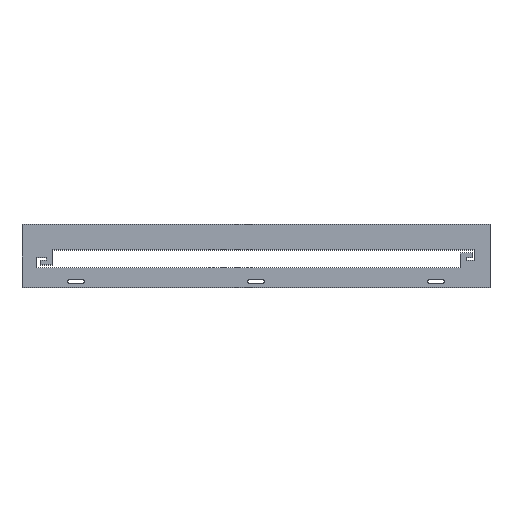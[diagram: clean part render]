
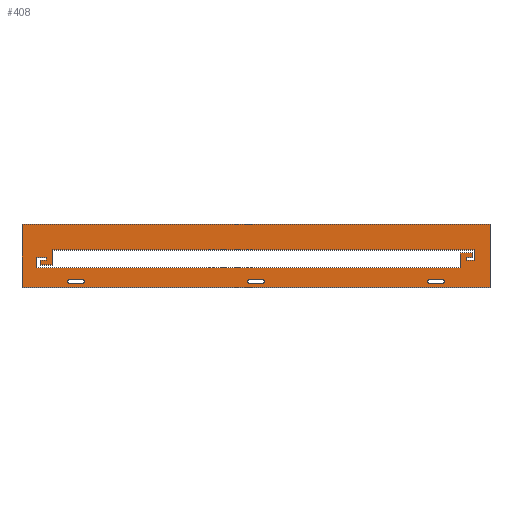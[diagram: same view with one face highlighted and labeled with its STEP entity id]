
A CAD part, top view. The second image highlights one B-rep face of the part: STEP entity #408.
In plain terms, the highlighted planar face has unit normal (0, 0, 1).
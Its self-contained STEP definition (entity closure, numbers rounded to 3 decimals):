
#42 = VERTEX_POINT('',#43);
#43 = CARTESIAN_POINT('',(78.,-10.5,1.51));
#49 = EDGE_CURVE('',#42,#50,#52,.T.);
#50 = VERTEX_POINT('',#51);
#51 = CARTESIAN_POINT('',(-78.,-10.5,1.51));
#52 = LINE('',#53,#54);
#53 = CARTESIAN_POINT('',(78.,-10.5,1.51));
#54 = VECTOR('',#55,1.);
#55 = DIRECTION('',(-1.,0.,0.));
#82 = VERTEX_POINT('',#83);
#83 = CARTESIAN_POINT('',(78.,10.5,1.51));
#89 = EDGE_CURVE('',#82,#42,#90,.T.);
#90 = LINE('',#91,#92);
#91 = CARTESIAN_POINT('',(78.,10.5,1.51));
#92 = VECTOR('',#93,1.);
#93 = DIRECTION('',(0.,-1.,0.));
#111 = EDGE_CURVE('',#50,#112,#114,.T.);
#112 = VERTEX_POINT('',#113);
#113 = CARTESIAN_POINT('',(-78.,10.5,1.51));
#114 = LINE('',#115,#116);
#115 = CARTESIAN_POINT('',(-78.,-10.5,1.51));
#116 = VECTOR('',#117,1.);
#117 = DIRECTION('',(0.,1.,0.));
#408 = ADVANCED_FACE('',(#409,#420,#456,#492,#528),#674,.T.);
#409 = FACE_BOUND('',#410,.T.);
#410 = EDGE_LOOP('',(#411,#412,#413,#419));
#411 = ORIENTED_EDGE('',*,*,#49,.F.);
#412 = ORIENTED_EDGE('',*,*,#89,.F.);
#413 = ORIENTED_EDGE('',*,*,#414,.F.);
#414 = EDGE_CURVE('',#112,#82,#415,.T.);
#415 = LINE('',#416,#417);
#416 = CARTESIAN_POINT('',(-78.,10.5,1.51));
#417 = VECTOR('',#418,1.);
#418 = DIRECTION('',(1.,0.,0.));
#419 = ORIENTED_EDGE('',*,*,#111,.F.);
#420 = FACE_BOUND('',#421,.T.);
#421 = EDGE_LOOP('',(#422,#433,#441,#450));
#422 = ORIENTED_EDGE('',*,*,#423,.T.);
#423 = EDGE_CURVE('',#424,#426,#428,.T.);
#424 = VERTEX_POINT('',#425);
#425 = CARTESIAN_POINT('',(-58.075,-7.675,1.51));
#426 = VERTEX_POINT('',#427);
#427 = CARTESIAN_POINT('',(-58.075,-9.325,1.51));
#428 = CIRCLE('',#429,0.825);
#429 = AXIS2_PLACEMENT_3D('',#430,#431,#432);
#430 = CARTESIAN_POINT('',(-58.075,-8.5,1.51));
#431 = DIRECTION('',(-0.,0.,-1.));
#432 = DIRECTION('',(-0.,-1.,0.));
#433 = ORIENTED_EDGE('',*,*,#434,.T.);
#434 = EDGE_CURVE('',#426,#435,#437,.T.);
#435 = VERTEX_POINT('',#436);
#436 = CARTESIAN_POINT('',(-61.925,-9.325,1.51));
#437 = LINE('',#438,#439);
#438 = CARTESIAN_POINT('',(-30.963,-9.325,1.51));
#439 = VECTOR('',#440,1.);
#440 = DIRECTION('',(-1.,0.,0.));
#441 = ORIENTED_EDGE('',*,*,#442,.T.);
#442 = EDGE_CURVE('',#435,#443,#445,.T.);
#443 = VERTEX_POINT('',#444);
#444 = CARTESIAN_POINT('',(-61.925,-7.675,1.51));
#445 = CIRCLE('',#446,0.825);
#446 = AXIS2_PLACEMENT_3D('',#447,#448,#449);
#447 = CARTESIAN_POINT('',(-61.925,-8.5,1.51));
#448 = DIRECTION('',(-0.,0.,-1.));
#449 = DIRECTION('',(0.,1.,0.));
#450 = ORIENTED_EDGE('',*,*,#451,.T.);
#451 = EDGE_CURVE('',#443,#424,#452,.T.);
#452 = LINE('',#453,#454);
#453 = CARTESIAN_POINT('',(-29.038,-7.675,1.51));
#454 = VECTOR('',#455,1.);
#455 = DIRECTION('',(1.,0.,-0.));
#456 = FACE_BOUND('',#457,.T.);
#457 = EDGE_LOOP('',(#458,#469,#477,#486));
#458 = ORIENTED_EDGE('',*,*,#459,.T.);
#459 = EDGE_CURVE('',#460,#462,#464,.T.);
#460 = VERTEX_POINT('',#461);
#461 = CARTESIAN_POINT('',(1.925,-7.675,1.51));
#462 = VERTEX_POINT('',#463);
#463 = CARTESIAN_POINT('',(1.925,-9.325,1.51));
#464 = CIRCLE('',#465,0.825);
#465 = AXIS2_PLACEMENT_3D('',#466,#467,#468);
#466 = CARTESIAN_POINT('',(1.925,-8.5,1.51));
#467 = DIRECTION('',(-0.,0.,-1.));
#468 = DIRECTION('',(0.,-1.,0.));
#469 = ORIENTED_EDGE('',*,*,#470,.T.);
#470 = EDGE_CURVE('',#462,#471,#473,.T.);
#471 = VERTEX_POINT('',#472);
#472 = CARTESIAN_POINT('',(-1.925,-9.325,1.51));
#473 = LINE('',#474,#475);
#474 = CARTESIAN_POINT('',(-0.963,-9.325,1.51));
#475 = VECTOR('',#476,1.);
#476 = DIRECTION('',(-1.,0.,0.));
#477 = ORIENTED_EDGE('',*,*,#478,.T.);
#478 = EDGE_CURVE('',#471,#479,#481,.T.);
#479 = VERTEX_POINT('',#480);
#480 = CARTESIAN_POINT('',(-1.925,-7.675,1.51));
#481 = CIRCLE('',#482,0.825);
#482 = AXIS2_PLACEMENT_3D('',#483,#484,#485);
#483 = CARTESIAN_POINT('',(-1.925,-8.5,1.51));
#484 = DIRECTION('',(0.,-0.,-1.));
#485 = DIRECTION('',(0.,1.,-0.));
#486 = ORIENTED_EDGE('',*,*,#487,.T.);
#487 = EDGE_CURVE('',#479,#460,#488,.T.);
#488 = LINE('',#489,#490);
#489 = CARTESIAN_POINT('',(0.963,-7.675,1.51));
#490 = VECTOR('',#491,1.);
#491 = DIRECTION('',(1.,0.,-0.));
#492 = FACE_BOUND('',#493,.T.);
#493 = EDGE_LOOP('',(#494,#505,#513,#522));
#494 = ORIENTED_EDGE('',*,*,#495,.T.);
#495 = EDGE_CURVE('',#496,#498,#500,.T.);
#496 = VERTEX_POINT('',#497);
#497 = CARTESIAN_POINT('',(61.925,-7.675,1.51));
#498 = VERTEX_POINT('',#499);
#499 = CARTESIAN_POINT('',(61.925,-9.325,1.51));
#500 = CIRCLE('',#501,0.825);
#501 = AXIS2_PLACEMENT_3D('',#502,#503,#504);
#502 = CARTESIAN_POINT('',(61.925,-8.5,1.51));
#503 = DIRECTION('',(-0.,0.,-1.));
#504 = DIRECTION('',(-0.,-1.,0.));
#505 = ORIENTED_EDGE('',*,*,#506,.T.);
#506 = EDGE_CURVE('',#498,#507,#509,.T.);
#507 = VERTEX_POINT('',#508);
#508 = CARTESIAN_POINT('',(58.075,-9.325,1.51));
#509 = LINE('',#510,#511);
#510 = CARTESIAN_POINT('',(29.038,-9.325,1.51));
#511 = VECTOR('',#512,1.);
#512 = DIRECTION('',(-1.,0.,0.));
#513 = ORIENTED_EDGE('',*,*,#514,.T.);
#514 = EDGE_CURVE('',#507,#515,#517,.T.);
#515 = VERTEX_POINT('',#516);
#516 = CARTESIAN_POINT('',(58.075,-7.675,1.51));
#517 = CIRCLE('',#518,0.825);
#518 = AXIS2_PLACEMENT_3D('',#519,#520,#521);
#519 = CARTESIAN_POINT('',(58.075,-8.5,1.51));
#520 = DIRECTION('',(-0.,0.,-1.));
#521 = DIRECTION('',(0.,1.,0.));
#522 = ORIENTED_EDGE('',*,*,#523,.T.);
#523 = EDGE_CURVE('',#515,#496,#524,.T.);
#524 = LINE('',#525,#526);
#525 = CARTESIAN_POINT('',(30.963,-7.675,1.51));
#526 = VECTOR('',#527,1.);
#527 = DIRECTION('',(1.,0.,-0.));
#528 = FACE_BOUND('',#529,.T.);
#529 = EDGE_LOOP('',(#530,#540,#548,#556,#564,#572,#580,#588,#596,#604,
    #612,#620,#628,#636,#644,#652,#660,#668));
#530 = ORIENTED_EDGE('',*,*,#531,.F.);
#531 = EDGE_CURVE('',#532,#534,#536,.T.);
#532 = VERTEX_POINT('',#533);
#533 = CARTESIAN_POINT('',(-68.,-3.,1.51));
#534 = VERTEX_POINT('',#535);
#535 = CARTESIAN_POINT('',(-72.,-3.,1.51));
#536 = LINE('',#537,#538);
#537 = CARTESIAN_POINT('',(-68.,-3.,1.51));
#538 = VECTOR('',#539,1.);
#539 = DIRECTION('',(-1.,0.,0.));
#540 = ORIENTED_EDGE('',*,*,#541,.F.);
#541 = EDGE_CURVE('',#542,#532,#544,.T.);
#542 = VERTEX_POINT('',#543);
#543 = CARTESIAN_POINT('',(-68.,2.,1.51));
#544 = LINE('',#545,#546);
#545 = CARTESIAN_POINT('',(-68.,2.,1.51));
#546 = VECTOR('',#547,1.);
#547 = DIRECTION('',(0.,-1.,0.));
#548 = ORIENTED_EDGE('',*,*,#549,.F.);
#549 = EDGE_CURVE('',#550,#542,#552,.T.);
#550 = VERTEX_POINT('',#551);
#551 = CARTESIAN_POINT('',(68.,2.,1.51));
#552 = LINE('',#553,#554);
#553 = CARTESIAN_POINT('',(68.,2.,1.51));
#554 = VECTOR('',#555,1.);
#555 = DIRECTION('',(-1.,0.,0.));
#556 = ORIENTED_EDGE('',*,*,#557,.F.);
#557 = EDGE_CURVE('',#558,#550,#560,.T.);
#558 = VERTEX_POINT('',#559);
#559 = CARTESIAN_POINT('',(73.,2.,1.51));
#560 = LINE('',#561,#562);
#561 = CARTESIAN_POINT('',(73.,2.,1.51));
#562 = VECTOR('',#563,1.);
#563 = DIRECTION('',(-1.,0.,0.));
#564 = ORIENTED_EDGE('',*,*,#565,.F.);
#565 = EDGE_CURVE('',#566,#558,#568,.T.);
#566 = VERTEX_POINT('',#567);
#567 = CARTESIAN_POINT('',(73.,-1.5,1.51));
#568 = LINE('',#569,#570);
#569 = CARTESIAN_POINT('',(73.,-1.5,1.51));
#570 = VECTOR('',#571,1.);
#571 = DIRECTION('',(0.,1.,0.));
#572 = ORIENTED_EDGE('',*,*,#573,.F.);
#573 = EDGE_CURVE('',#574,#566,#576,.T.);
#574 = VERTEX_POINT('',#575);
#575 = CARTESIAN_POINT('',(70.,-1.5,1.51));
#576 = LINE('',#577,#578);
#577 = CARTESIAN_POINT('',(70.,-1.5,1.51));
#578 = VECTOR('',#579,1.);
#579 = DIRECTION('',(1.,0.,0.));
#580 = ORIENTED_EDGE('',*,*,#581,.F.);
#581 = EDGE_CURVE('',#582,#574,#584,.T.);
#582 = VERTEX_POINT('',#583);
#583 = CARTESIAN_POINT('',(70.,-0.5,1.51));
#584 = LINE('',#585,#586);
#585 = CARTESIAN_POINT('',(70.,-0.5,1.51));
#586 = VECTOR('',#587,1.);
#587 = DIRECTION('',(0.,-1.,0.));
#588 = ORIENTED_EDGE('',*,*,#589,.F.);
#589 = EDGE_CURVE('',#590,#582,#592,.T.);
#590 = VERTEX_POINT('',#591);
#591 = CARTESIAN_POINT('',(72.,-0.5,1.51));
#592 = LINE('',#593,#594);
#593 = CARTESIAN_POINT('',(72.,-0.5,1.51));
#594 = VECTOR('',#595,1.);
#595 = DIRECTION('',(-1.,0.,0.));
#596 = ORIENTED_EDGE('',*,*,#597,.F.);
#597 = EDGE_CURVE('',#598,#590,#600,.T.);
#598 = VERTEX_POINT('',#599);
#599 = CARTESIAN_POINT('',(72.,1.,1.51));
#600 = LINE('',#601,#602);
#601 = CARTESIAN_POINT('',(72.,1.,1.51));
#602 = VECTOR('',#603,1.);
#603 = DIRECTION('',(0.,-1.,0.));
#604 = ORIENTED_EDGE('',*,*,#605,.F.);
#605 = EDGE_CURVE('',#606,#598,#608,.T.);
#606 = VERTEX_POINT('',#607);
#607 = CARTESIAN_POINT('',(68.,1.,1.51));
#608 = LINE('',#609,#610);
#609 = CARTESIAN_POINT('',(68.,1.,1.51));
#610 = VECTOR('',#611,1.);
#611 = DIRECTION('',(1.,0.,0.));
#612 = ORIENTED_EDGE('',*,*,#613,.F.);
#613 = EDGE_CURVE('',#614,#606,#616,.T.);
#614 = VERTEX_POINT('',#615);
#615 = CARTESIAN_POINT('',(68.,-4.,1.51));
#616 = LINE('',#617,#618);
#617 = CARTESIAN_POINT('',(68.,-4.,1.51));
#618 = VECTOR('',#619,1.);
#619 = DIRECTION('',(0.,1.,0.));
#620 = ORIENTED_EDGE('',*,*,#621,.F.);
#621 = EDGE_CURVE('',#622,#614,#624,.T.);
#622 = VERTEX_POINT('',#623);
#623 = CARTESIAN_POINT('',(-68.,-4.,1.51));
#624 = LINE('',#625,#626);
#625 = CARTESIAN_POINT('',(-68.,-4.,1.51));
#626 = VECTOR('',#627,1.);
#627 = DIRECTION('',(1.,0.,0.));
#628 = ORIENTED_EDGE('',*,*,#629,.F.);
#629 = EDGE_CURVE('',#630,#622,#632,.T.);
#630 = VERTEX_POINT('',#631);
#631 = CARTESIAN_POINT('',(-73.,-4.,1.51));
#632 = LINE('',#633,#634);
#633 = CARTESIAN_POINT('',(-73.,-4.,1.51));
#634 = VECTOR('',#635,1.);
#635 = DIRECTION('',(1.,0.,0.));
#636 = ORIENTED_EDGE('',*,*,#637,.F.);
#637 = EDGE_CURVE('',#638,#630,#640,.T.);
#638 = VERTEX_POINT('',#639);
#639 = CARTESIAN_POINT('',(-73.,-0.5,1.51));
#640 = LINE('',#641,#642);
#641 = CARTESIAN_POINT('',(-73.,-0.5,1.51));
#642 = VECTOR('',#643,1.);
#643 = DIRECTION('',(0.,-1.,0.));
#644 = ORIENTED_EDGE('',*,*,#645,.F.);
#645 = EDGE_CURVE('',#646,#638,#648,.T.);
#646 = VERTEX_POINT('',#647);
#647 = CARTESIAN_POINT('',(-70.,-0.5,1.51));
#648 = LINE('',#649,#650);
#649 = CARTESIAN_POINT('',(-70.,-0.5,1.51));
#650 = VECTOR('',#651,1.);
#651 = DIRECTION('',(-1.,0.,0.));
#652 = ORIENTED_EDGE('',*,*,#653,.F.);
#653 = EDGE_CURVE('',#654,#646,#656,.T.);
#654 = VERTEX_POINT('',#655);
#655 = CARTESIAN_POINT('',(-70.,-1.5,1.51));
#656 = LINE('',#657,#658);
#657 = CARTESIAN_POINT('',(-70.,-1.5,1.51));
#658 = VECTOR('',#659,1.);
#659 = DIRECTION('',(0.,1.,0.));
#660 = ORIENTED_EDGE('',*,*,#661,.F.);
#661 = EDGE_CURVE('',#662,#654,#664,.T.);
#662 = VERTEX_POINT('',#663);
#663 = CARTESIAN_POINT('',(-72.,-1.5,1.51));
#664 = LINE('',#665,#666);
#665 = CARTESIAN_POINT('',(-72.,-1.5,1.51));
#666 = VECTOR('',#667,1.);
#667 = DIRECTION('',(1.,0.,0.));
#668 = ORIENTED_EDGE('',*,*,#669,.F.);
#669 = EDGE_CURVE('',#534,#662,#670,.T.);
#670 = LINE('',#671,#672);
#671 = CARTESIAN_POINT('',(-72.,-3.,1.51));
#672 = VECTOR('',#673,1.);
#673 = DIRECTION('',(0.,1.,0.));
#674 = PLANE('',#675);
#675 = AXIS2_PLACEMENT_3D('',#676,#677,#678);
#676 = CARTESIAN_POINT('',(0.,0.,1.51));
#677 = DIRECTION('',(0.,0.,1.));
#678 = DIRECTION('',(1.,0.,-0.));
